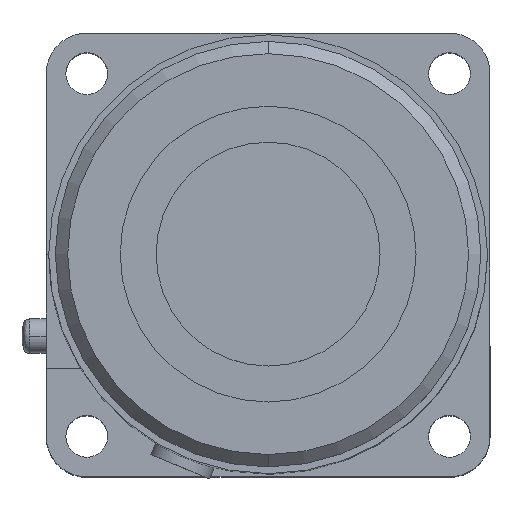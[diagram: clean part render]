
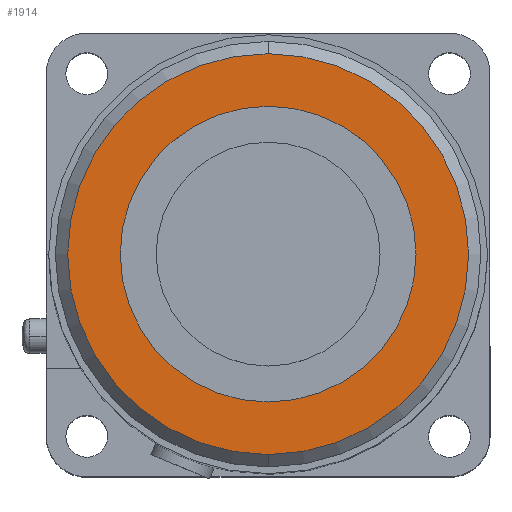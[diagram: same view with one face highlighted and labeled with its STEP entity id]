
A CAD part, top view. The second image highlights one B-rep face of the part: STEP entity #1914.
In plain terms, the highlighted planar face has unit normal (0, 0, 1).
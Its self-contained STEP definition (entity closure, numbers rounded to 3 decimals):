
#74 = AXIS2_PLACEMENT_3D ( 'NONE', #4472, #3866, #3251 ) ;
#128 = DIRECTION ( 'NONE',  ( 1., 0., 0. ) ) ;
#156 = DIRECTION ( 'NONE',  ( 0., 0., -1. ) ) ;
#240 = CARTESIAN_POINT ( 'NONE',  ( 0., 0., 105. ) ) ;
#254 = EDGE_LOOP ( 'NONE', ( #5673, #3538 ) ) ;
#256 = CIRCLE ( 'NONE', #5947, 30. ) ;
#266 = CIRCLE ( 'NONE', #5722, 40.65 ) ;
#617 = PLANE ( 'NONE',  #751 ) ;
#676 = FACE_BOUND ( 'NONE', #254, .T. ) ;
#720 = CARTESIAN_POINT ( 'NONE',  ( 30., 0., 105. ) ) ;
#751 = AXIS2_PLACEMENT_3D ( 'NONE', #4221, #3626, #2995 ) ;
#790 = EDGE_CURVE ( 'NONE', #5476, #5718, #2683, .T. ) ;
#829 = AXIS2_PLACEMENT_3D ( 'NONE', #240, #156, #128 ) ;
#1031 = VERTEX_POINT ( 'NONE', #2030 ) ;
#1192 = FACE_OUTER_BOUND ( 'NONE', #3701, .T. ) ;
#1202 = EDGE_CURVE ( 'NONE', #1031, #1826, #266, .T. ) ;
#1826 = VERTEX_POINT ( 'NONE', #2672 ) ;
#1914 = ADVANCED_FACE ( 'NONE', ( #1192, #676 ), #617, .T. ) ;
#2030 = CARTESIAN_POINT ( 'NONE',  ( 0., -40.65, 105. ) ) ;
#2084 = EDGE_CURVE ( 'NONE', #1826, #1031, #2116, .T. ) ;
#2116 = CIRCLE ( 'NONE', #74, 40.65 ) ;
#2149 = ORIENTED_EDGE ( 'NONE', *, *, #2084, .F. ) ;
#2428 = DIRECTION ( 'NONE',  ( 1., 0., 0. ) ) ;
#2624 = DIRECTION ( 'NONE',  ( 0., 0., -1. ) ) ;
#2672 = CARTESIAN_POINT ( 'NONE',  ( 0., 40.65, 105. ) ) ;
#2683 = CIRCLE ( 'NONE', #829, 30. ) ;
#2995 = DIRECTION ( 'NONE',  ( 1., 0., 0. ) ) ;
#3251 = DIRECTION ( 'NONE',  ( 0., 1., 0. ) ) ;
#3494 = ORIENTED_EDGE ( 'NONE', *, *, #1202, .F. ) ;
#3538 = ORIENTED_EDGE ( 'NONE', *, *, #5729, .T. ) ;
#3626 = DIRECTION ( 'NONE',  ( 0., 0., 1. ) ) ;
#3701 = EDGE_LOOP ( 'NONE', ( #2149, #3494 ) ) ;
#3866 = DIRECTION ( 'NONE',  ( 0., 0., -1. ) ) ;
#3947 = DIRECTION ( 'NONE',  ( 0., 1., 0. ) ) ;
#4221 = CARTESIAN_POINT ( 'NONE',  ( 0., 40.65, 105. ) ) ;
#4472 = CARTESIAN_POINT ( 'NONE',  ( 0., 0., 105. ) ) ;
#4561 = DIRECTION ( 'NONE',  ( 0., 0., -1. ) ) ;
#4792 = CARTESIAN_POINT ( 'NONE',  ( -30., 0., 105. ) ) ;
#5160 = CARTESIAN_POINT ( 'NONE',  ( 0., 0., 105. ) ) ;
#5476 = VERTEX_POINT ( 'NONE', #720 ) ;
#5673 = ORIENTED_EDGE ( 'NONE', *, *, #790, .T. ) ;
#5718 = VERTEX_POINT ( 'NONE', #4792 ) ;
#5722 = AXIS2_PLACEMENT_3D ( 'NONE', #5160, #4561, #3947 ) ;
#5729 = EDGE_CURVE ( 'NONE', #5718, #5476, #256, .T. ) ;
#5947 = AXIS2_PLACEMENT_3D ( 'NONE', #6037, #2624, #2428 ) ;
#6037 = CARTESIAN_POINT ( 'NONE',  ( 0., 0., 105. ) ) ;
